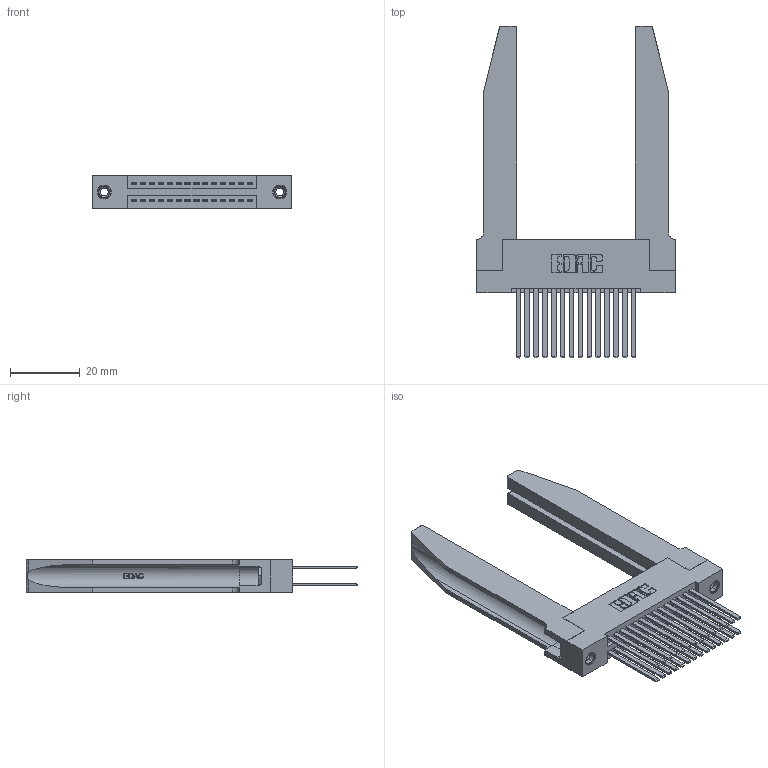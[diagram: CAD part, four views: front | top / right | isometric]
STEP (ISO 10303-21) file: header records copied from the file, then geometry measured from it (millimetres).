
FILE_DESCRIPTION (( 'STEP AP203' ), '1' );
FILE_NAME ('345-028-544-278.STEP', '2019-10-28T00:12:14', ( '' ), ( '' ), 'SwSTEP 2.0', 'SolidWorks 2016', '' );
FILE_SCHEMA (( 'CONFIG_CONTROL_DESIGN' ));
Length unit declared in the file: inch
Products named in the file (5): 345-220-078_345-220-078; 345-250-001_345-250-001-102; 345-292-001_345-293-144; 345-028-544-278; 345 Part_Flush Mounting Lugs - 0.156 Dia-TH
Assembly tree (33 placements, depth 2):
  345-028-544-278
    345 Part_Flush Mounting Lugs - 0.156 Dia-TH
    345-292-001_345-293-144  x28
    345-250-001_345-250-001-102  x2
    345-220-078_345-220-078  x2
Bounding box: 56.79 x 94.92 x 9.4 mm (x, y, z)
Volume: 13420.1 mm3; surface area: 15797.7 mm2
Topology: 33 solids, 33 shells, 1592 faces, 4617 edges, 3030 vertices
Faces by surface type: plane 1034, cylinder 506, bspline 36, cone 12, torus 4
Entity records: 19310 total; most frequent: CARTESIAN_POINT 4179, ORIENTED_EDGE 3010, DIRECTION 2711, EDGE_CURVE 1505, VECTOR 1227, LINE 1227, VERTEX_POINT 996, AXIS2_PLACEMENT_3D 742
